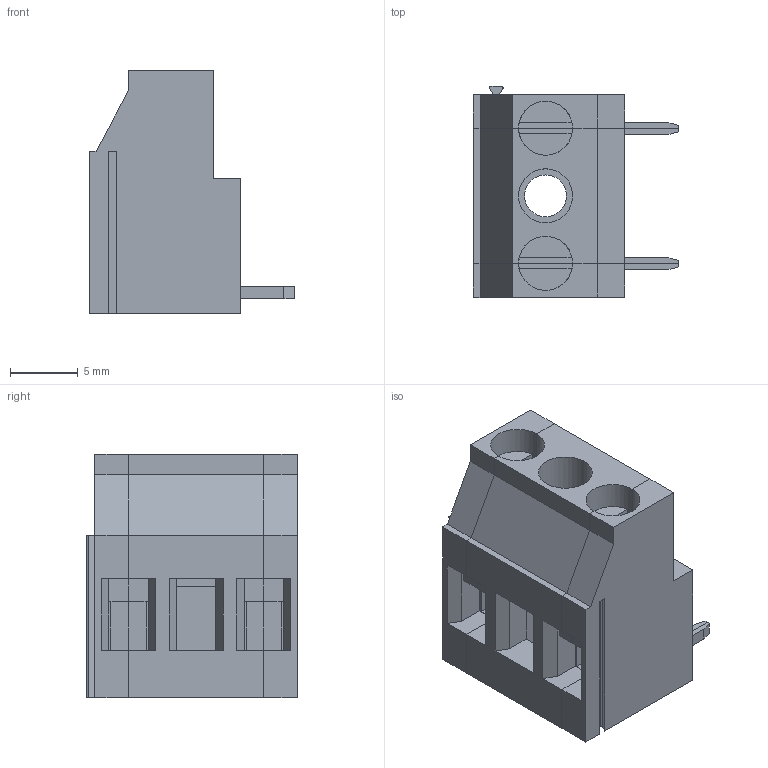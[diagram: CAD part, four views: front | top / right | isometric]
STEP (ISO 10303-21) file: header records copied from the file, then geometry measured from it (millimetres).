
FILE_DESCRIPTION( ( 'Unknown' ), '1' );
FILE_NAME( '691253800002.stp', 'Unknown', ( 'Unknown' ), ( 'Unknown' ), 'PSStep 17.0.49', 'Unknown', ' ' );
FILE_SCHEMA( ( 'AUTOMOTIVE_DESIGN { 1 0 10303 214 1 1 1 1 }' ) );
Length unit declared in the file: millimetre
Products named in the file (4): Assem1; MRT5P10SQ_DX; MRT5P10SQ_CNT; MRT5P10SQ_SX
Assembly tree (3 placements, depth 2):
  Assem1
    MRT5P10SQ_DX
    MRT5P10SQ_CNT
    MRT5P10SQ_SX
Bounding box: 15.2 x 15.6 x 18 mm (x, y, z)
Volume: 1974 mm3; surface area: 2394.7 mm2
Topology: 3 solids, 3 shells, 145 faces, 411 edges, 274 vertices
Faces by surface type: plane 135, cylinder 10
Full cylindrical faces by diameter (mm): 3.1 x1, 4 x1
Entity records: 5861 total; most frequent: CARTESIAN_POINT 832, ORIENTED_EDGE 818, DIRECTION 735, EDGE_CURVE 409, LINE 381, VECTOR 381, VERTEX_POINT 274, AXIS2_PLACEMENT_3D 177
